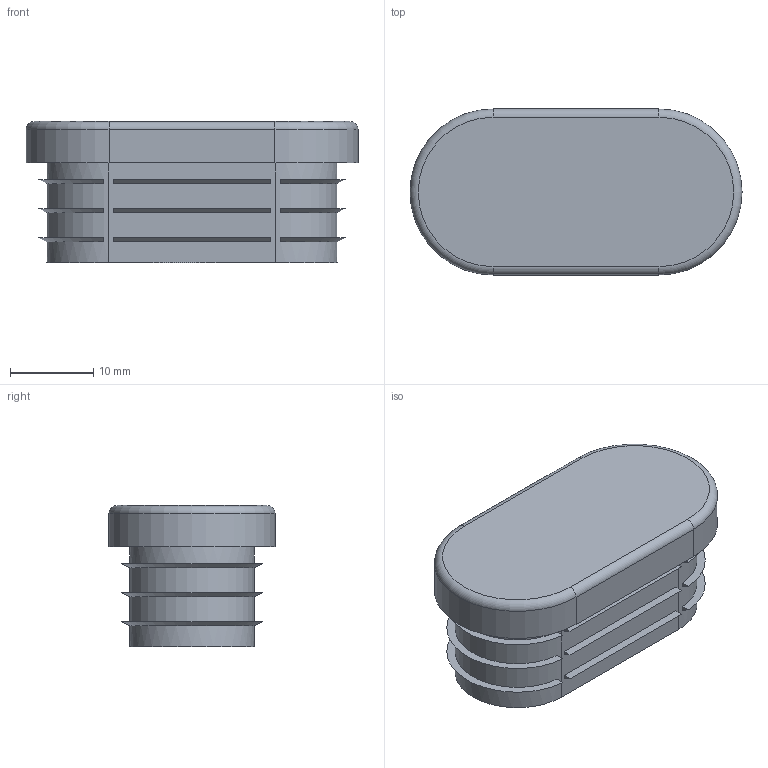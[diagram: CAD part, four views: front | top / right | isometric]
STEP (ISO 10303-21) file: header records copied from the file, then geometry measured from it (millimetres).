
FILE_DESCRIPTION( ( 'Unknown' ), '1' );
FILE_NAME( '7372011.stp', 'Unknown', ( 'Unknown' ), ( 'Unknown' ), 'PSStep 14.0', 'Unknown', ' ' );
FILE_SCHEMA( ( 'AUTOMOTIVE_DESIGN { 1 0 10303 214 1 1 1 1 }' ) );
Length unit declared in the file: millimetre
Products named in the file (1): 1
Bounding box: 40 x 20 x 17 mm (x, y, z)
Volume: 4620.2 mm3; surface area: 4338.8 mm2
Topology: 1 solids, 1 shells, 68 faces, 152 edges, 100 vertices
Faces by surface type: plane 52, cylinder 8, cone 6, torus 2
Entity records: 2440 total; most frequent: DIRECTION 326, CARTESIAN_POINT 321, ORIENTED_EDGE 304, EDGE_CURVE 152, LINE 116, VECTOR 116, AXIS2_PLACEMENT_3D 105, VERTEX_POINT 100
